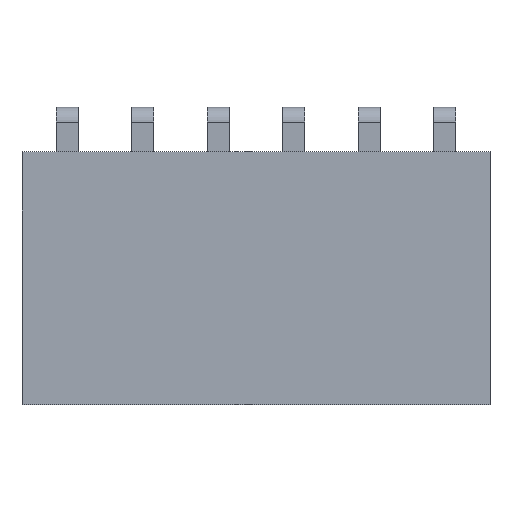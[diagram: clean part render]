
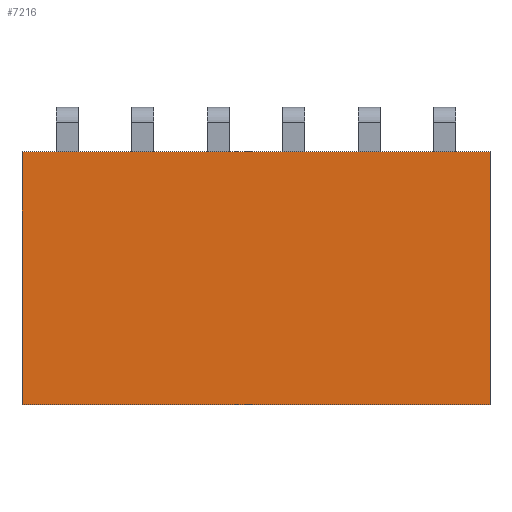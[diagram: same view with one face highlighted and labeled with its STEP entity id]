
A CAD part, top view. The second image highlights one B-rep face of the part: STEP entity #7216.
In plain terms, the highlighted face is planar.
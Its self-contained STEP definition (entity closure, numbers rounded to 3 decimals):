
#960=ORIENTED_EDGE('',*,*,#2056,.F.);
#961=ORIENTED_EDGE('',*,*,#2057,.F.);
#962=ORIENTED_EDGE('',*,*,#2054,.F.);
#963=ORIENTED_EDGE('',*,*,#2058,.F.);
#2054=EDGE_CURVE('',#2636,#2637,#3204,.T.);
#2056=EDGE_CURVE('',#2638,#2639,#3206,.T.);
#2057=EDGE_CURVE('',#2637,#2638,#3207,.T.);
#2058=EDGE_CURVE('',#2639,#2636,#3208,.T.);
#2636=VERTEX_POINT('',#10183);
#2637=VERTEX_POINT('',#10185);
#2638=VERTEX_POINT('',#10189);
#2639=VERTEX_POINT('',#10190);
#3204=LINE('',#10184,#3870);
#3206=LINE('',#10188,#3872);
#3207=LINE('',#10191,#3873);
#3208=LINE('',#10192,#3874);
#3870=VECTOR('',#8436,1000.);
#3872=VECTOR('',#8440,1000.);
#3873=VECTOR('',#8441,1000.);
#3874=VECTOR('',#8442,1000.);
#4306=EDGE_LOOP('',(#960,#961,#962,#963));
#4610=FACE_BOUND('',#4306,.T.);
#4890=PLANE('',#7527);
#7216=ADVANCED_FACE('',(#4610),#4890,.F.);
#7527=AXIS2_PLACEMENT_3D('',#10187,#8438,#8439);
#8436=DIRECTION('',(1.,0.,0.));
#8438=DIRECTION('',(0.,-1.,0.));
#8439=DIRECTION('',(0.,0.,-1.));
#8440=DIRECTION('',(-1.,0.,0.));
#8441=DIRECTION('',(0.,0.,1.));
#8442=DIRECTION('',(0.,0.,-1.));
#10183=CARTESIAN_POINT('',(-7.87,1.25,-4.25));
#10184=CARTESIAN_POINT('',(-7.87,1.25,-4.25));
#10185=CARTESIAN_POINT('',(7.87,1.25,-4.25));
#10187=CARTESIAN_POINT('',(0.,1.25,0.));
#10188=CARTESIAN_POINT('',(7.87,1.25,4.25));
#10189=CARTESIAN_POINT('',(7.87,1.25,4.25));
#10190=CARTESIAN_POINT('',(-7.87,1.25,4.25));
#10191=CARTESIAN_POINT('',(7.87,1.25,-4.25));
#10192=CARTESIAN_POINT('',(-7.87,1.25,4.25));
